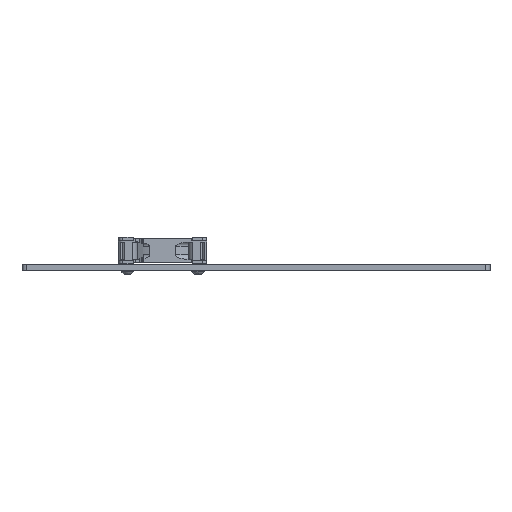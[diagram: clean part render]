
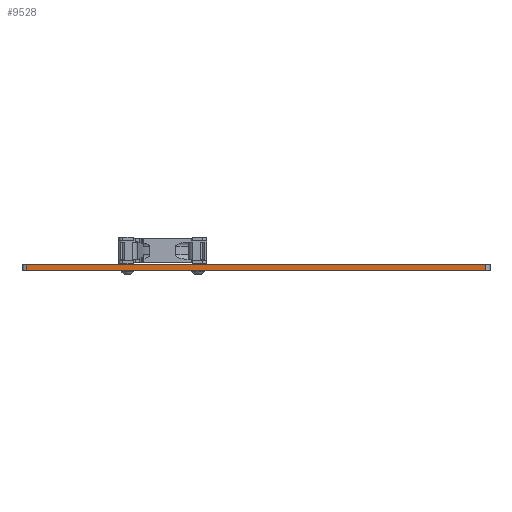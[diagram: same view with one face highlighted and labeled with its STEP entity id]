
A CAD part, front view. The second image highlights one B-rep face of the part: STEP entity #9528.
In plain terms, the highlighted planar face has unit normal (0, -1, 0).
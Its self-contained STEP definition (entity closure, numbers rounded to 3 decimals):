
#707=PLANE('',#10617);
#1234=FACE_OUTER_BOUND('',#1804,.T.);
#1804=EDGE_LOOP('',(#8676,#8677,#8678,#8679));
#2451=LINE('',#20503,#3104);
#2452=LINE('',#20509,#3105);
#2456=LINE('',#20522,#3109);
#2458=LINE('',#20525,#3111);
#3104=VECTOR('',#13315,1000.);
#3105=VECTOR('',#13320,1000.);
#3109=VECTOR('',#13332,1000.);
#3111=VECTOR('',#13336,10.);
#4485=VERTEX_POINT('',#20488);
#4492=VERTEX_POINT('',#20501);
#4494=VERTEX_POINT('',#20506);
#4495=VERTEX_POINT('',#20508);
#5885=EDGE_CURVE('',#4492,#4485,#2451,.T.);
#5887=EDGE_CURVE('',#4494,#4495,#2452,.T.);
#5894=EDGE_CURVE('',#4494,#4485,#2456,.T.);
#5896=EDGE_CURVE('',#4495,#4492,#2458,.T.);
#8676=ORIENTED_EDGE('',*,*,#5896,.F.);
#8677=ORIENTED_EDGE('',*,*,#5887,.F.);
#8678=ORIENTED_EDGE('',*,*,#5894,.T.);
#8679=ORIENTED_EDGE('',*,*,#5885,.F.);
#9528=ADVANCED_FACE('',(#1234),#707,.F.);
#10617=AXIS2_PLACEMENT_3D('',#20524,#13334,#13335);
#13315=DIRECTION('',(-1.,0.,0.));
#13320=DIRECTION('',(1.,0.,0.));
#13332=DIRECTION('',(0.,0.,-1.));
#13334=DIRECTION('center_axis',(0.,1.,0.));
#13335=DIRECTION('ref_axis',(-1.,0.,0.));
#13336=DIRECTION('',(0.,0.,-1.));
#20488=CARTESIAN_POINT('',(-104.,-124.,-1.));
#20501=CARTESIAN_POINT('',(104.,-124.,-1.));
#20503=CARTESIAN_POINT('',(-104.,-124.,-1.));
#20506=CARTESIAN_POINT('',(-104.,-124.,2.));
#20508=CARTESIAN_POINT('',(104.,-124.,2.));
#20509=CARTESIAN_POINT('',(-104.,-124.,2.));
#20522=CARTESIAN_POINT('',(-104.,-124.,2.));
#20524=CARTESIAN_POINT('Origin',(-104.,-124.,2.));
#20525=CARTESIAN_POINT('',(104.,-124.,0.));
